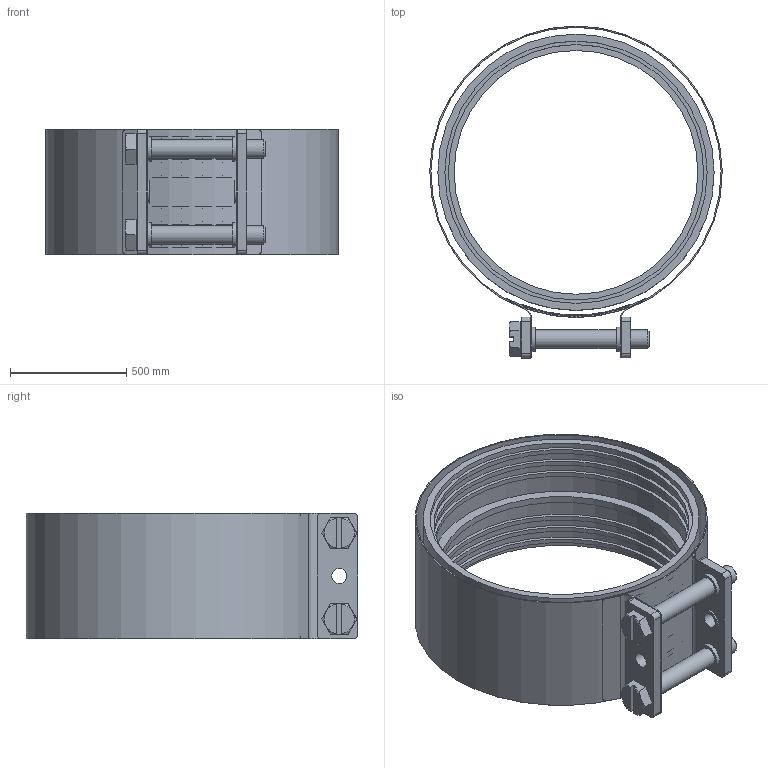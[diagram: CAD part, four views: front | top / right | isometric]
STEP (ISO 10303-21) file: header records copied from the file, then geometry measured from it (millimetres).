
FILE_DESCRIPTION(/* description */ (''),/* implementation_level */ '2;1');
FILE_NAME(/* name */ '09070.100X_3D.stp',/* time_stamp */ '2025-01-21T10:05:06+01:00',/* author */ ('N.Hausmann'),/* organization */ (''),/* preprocessor_version */ 'ST-DEVELOPER v20',/* originating_system */ 'AutoCAD Mechanical',/* authorisation */ '');
FILE_SCHEMA (('AUTOMOTIVE_DESIGN { 1 0 10303 214 3 1 1 }'));
Length unit declared in the file: centimetre
Products named in the file (2): Product; *S0
Assembly tree (1 placements, depth 2):
  Product
    *S0
Bounding box: 1259.92 x 1429.06 x 540 mm (x, y, z)
Volume: 95785482.5 mm3; surface area: 10858095.5 mm2
Topology: 7 solids, 7 shells, 186 faces, 408 edges, 264 vertices
Faces by surface type: plane 74, cylinder 66, bspline 16, torus 16, cone 14
Full cylindrical faces by diameter (mm): 65 x2, 80 x6, 95 x2, 100 x2, 105 x4, 110 x4, 116.3 x2, 1050 x1, 1100 x6, 1130 x8, 1190 x1
Entity records: 6681 total; most frequent: CARTESIAN_POINT 2490, DIRECTION 878, ORIENTED_EDGE 816, EDGE_CURVE 408, AXIS2_PLACEMENT_3D 361, VERTEX_POINT 264, EDGE_LOOP 240, CIRCLE 188
